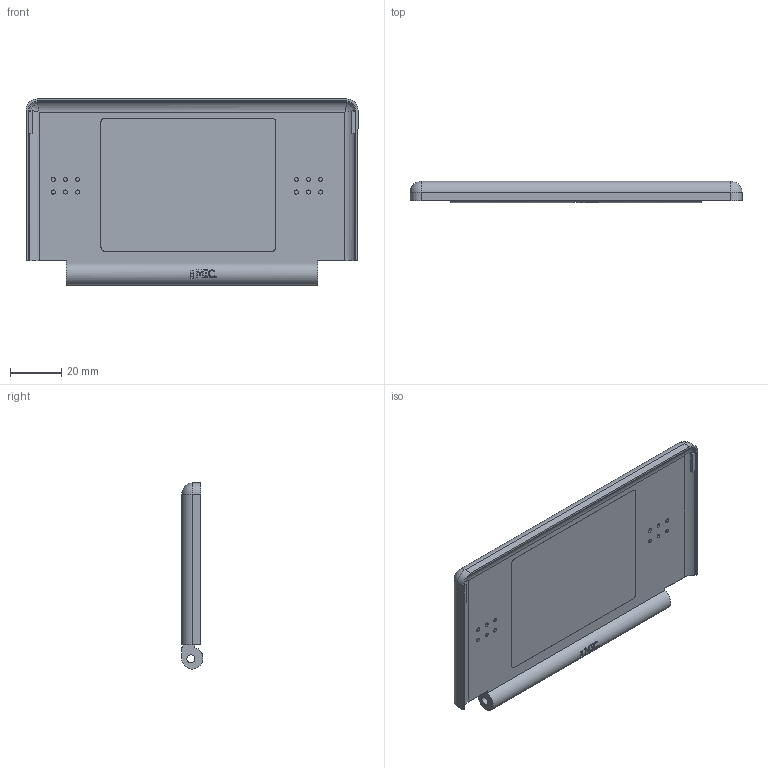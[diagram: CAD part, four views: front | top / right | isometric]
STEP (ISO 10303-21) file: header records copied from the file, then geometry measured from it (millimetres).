
FILE_DESCRIPTION(/* description */ (''),/* implementation_level */ '2;1');
FILE_NAME(/* name */ 'nintendo ds top.stp',/* time_stamp */ '2015-04-17T09:29:17-04:00',/* author */ ('tcampanella'),/* organization */ (''),/* preprocessor_version */ 'ST-DEVELOPER v15.6',/* originating_system */ 'Autodesk Inventor 2015',/* authorisation */ '');
FILE_SCHEMA (('AUTOMOTIVE_DESIGN { 1 0 10303 214 3 1 1 }'));
Length unit declared in the file: inch
Products named in the file (3): nintendo ds top base; nintendo ds top shell; nintendo ds top
Bounding box: 130.18 x 8.47 x 72.96 mm (x, y, z)
Volume: 48319.7 mm3; surface area: 41074.8 mm2
Topology: 2 solids, 2 shells, 232 faces, 580 edges, 374 vertices
Faces by surface type: plane 105, cylinder 75, bspline 40, sphere 8, torus 4
Full cylindrical faces by diameter (mm): 1.587 x12, 3.175 x1
Entity records: 7601 total; most frequent: CARTESIAN_POINT 2028, DIRECTION 1131, ORIENTED_EDGE 1130, EDGE_CURVE 565, AXIS2_PLACEMENT_3D 415, VERTEX_POINT 374, LINE 301, VECTOR 301
